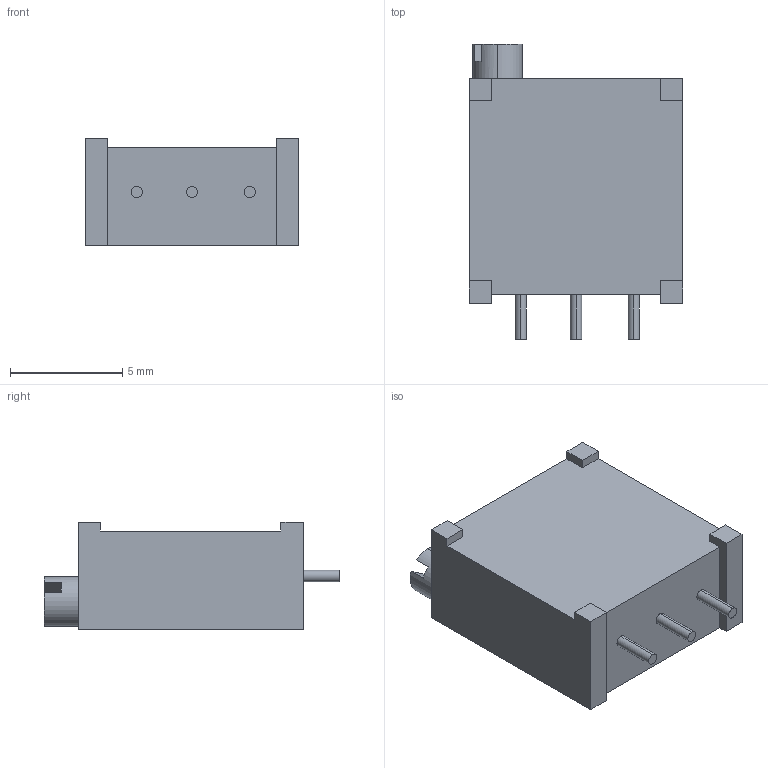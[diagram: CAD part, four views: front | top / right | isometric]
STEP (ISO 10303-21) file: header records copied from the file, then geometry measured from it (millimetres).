
FILE_DESCRIPTION (( 'STEP AP214' ), '1' );
FILE_NAME ('EE731431-5E0D-44EF-9F71-00A0CD7938E3.STEP', '2022-09-30T23:46:38', ( '' ), ( '' ), 'SwSTEP 2.0', 'SolidWorks 2022', '' );
FILE_SCHEMA (( 'AUTOMOTIVE_DESIGN' ));
Length unit declared in the file: millimetre
Products named in the file (1): EE731431-5E0D-44EF-9F71-00A0CD7938E3
Bounding box: 9.53 x 13.15 x 4.8 mm (x, y, z)
Volume: 414.2 mm3; surface area: 406.2 mm2
Topology: 5 solids, 5 shells, 242 faces, 642 edges, 428 vertices
Faces by surface type: plane 146, bspline 88, cylinder 8
Entity records: 10456 total; most frequent: CARTESIAN_POINT 4857, ORIENTED_EDGE 1284, DIRECTION 776, EDGE_CURVE 642, VERTEX_POINT 428, LINE 426, VECTOR 426, EDGE_LOOP 260
